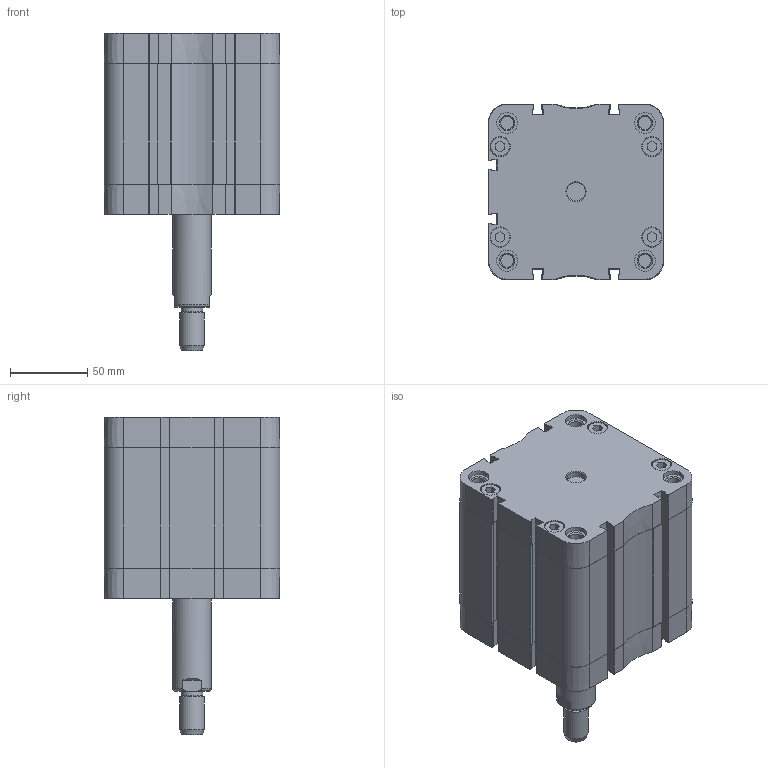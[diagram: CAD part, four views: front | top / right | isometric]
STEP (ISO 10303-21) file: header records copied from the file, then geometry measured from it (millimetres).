
FILE_DESCRIPTION(/* description */ (''),/* implementation_level */ '2;1');
FILE_NAME(/* name */ 'C-D-100-0050-MR.stp',/* time_stamp */ '2016-02-05T15:40:08+01:00',/* author */ (''),/* organization */ (''),/* preprocessor_version */ 'ST-DEVELOPER v15.2',/* originating_system */ 'Autodesk Translator Framework v2.0.0.5431',/* authorisation */ '');
FILE_SCHEMA (('AUTOMOTIVE_DESIGN { 1 0 10303 214 3 1 1 }'));
Products named in the file (1): (Unsaved)
Bounding box: 113.5 x 113.5 x 205 mm (x, y, z)
Volume: 855395.8 mm3; surface area: 166136.9 mm2
Topology: 5 solids, 5 shells, 1564 faces, 4256 edges, 2795 vertices
Faces by surface type: bspline 761, plane 517, cylinder 219, cone 45, torus 22
Full cylindrical faces by diameter (mm): 6 x1, 8.376 x8, 8.566 x3, 10.106 x1, 12 x1, 12.7 x4, 13.1 x8, 13.5 x8, 14 x1, 16 x1, 25 x1, 25.6 x1, 26.9 x1, 28 x1, 29.8 x1, 30 x1, 100 x1
Entity records: 57041 total; most frequent: CARTESIAN_POINT 22785, ORIENTED_EDGE 8352, DIRECTION 4703, EDGE_CURVE 4156, VERTEX_POINT 2785, LINE 2097, VECTOR 2097, EDGE_LOOP 1767
